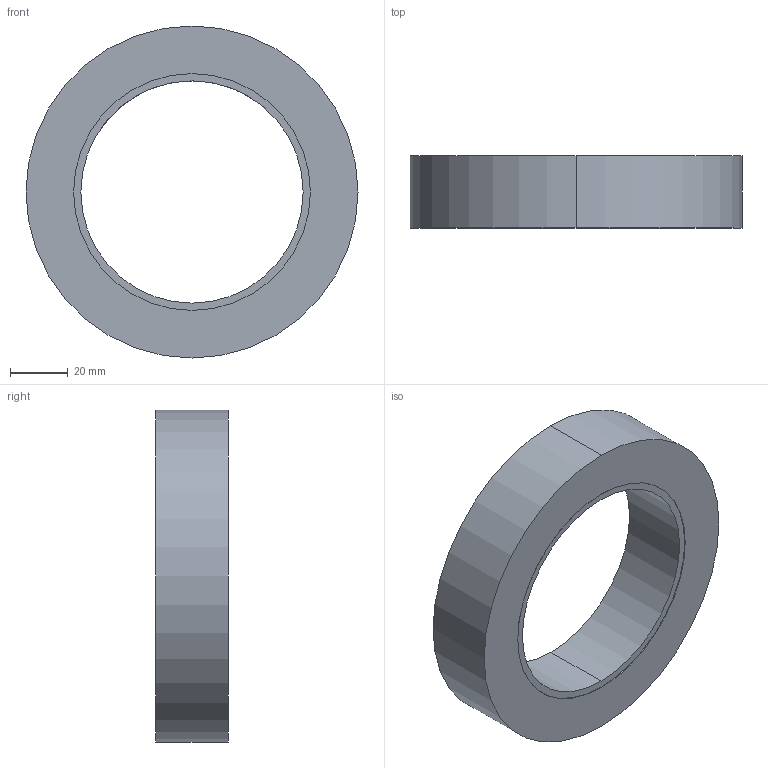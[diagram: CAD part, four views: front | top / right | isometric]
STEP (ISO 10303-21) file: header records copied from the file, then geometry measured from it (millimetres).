
FILE_DESCRIPTION (( 'STEP AP203' ), '1' );
FILE_NAME ('1225-Z1P-A.STEP', '2013-09-30T11:32:11', ( 'The M瞁潎in' ), ( '' ), 'SwSTEP 2.0', 'SolidWorks 2013', '' );
FILE_SCHEMA (( 'CONFIG_CONTROL_DESIGN' ));
Length unit declared in the file: millimetre
Products named in the file (1): 1225-Z1P-A
Bounding box: 115 x 25 x 115 mm (x, y, z)
Volume: 142949 mm3; surface area: 26572.7 mm2
Topology: 1 solids, 1 shells, 225 faces, 600 edges, 400 vertices
Faces by surface type: bspline 120, plane 76, cylinder 29
Entity records: 11800 total; most frequent: CARTESIAN_POINT 6963, ORIENTED_EDGE 1200, EDGE_CURVE 600, DIRECTION 590, VERTEX_POINT 400, B_SPLINE_CURVE_WITH_KNOTS 290, EDGE_LOOP 250, LINE 242
